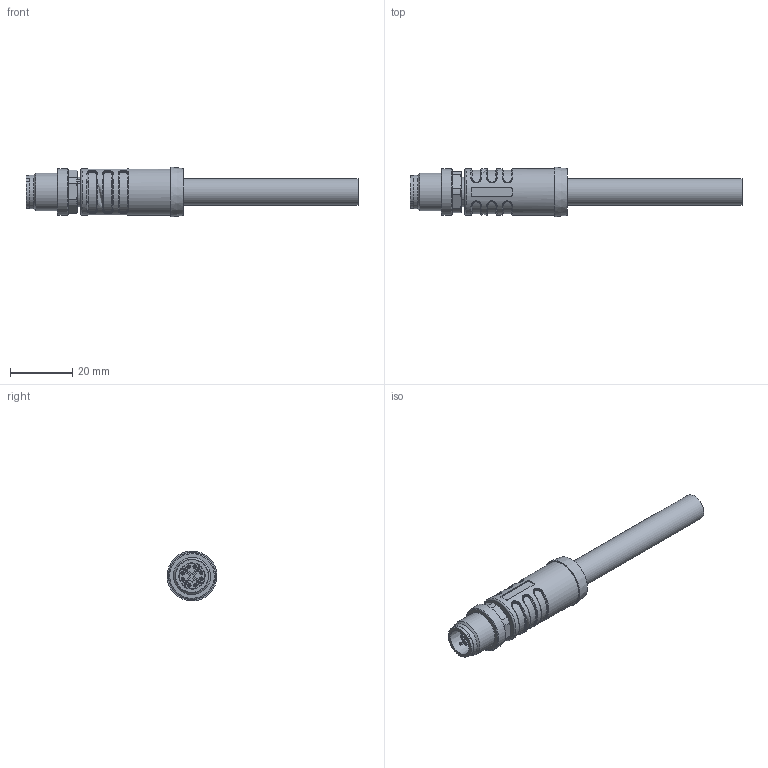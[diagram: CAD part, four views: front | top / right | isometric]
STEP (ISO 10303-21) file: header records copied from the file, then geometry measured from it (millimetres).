
FILE_DESCRIPTION(/* description */ (''),/* implementation_level */ '2;1');
FILE_NAME(/* name */ '5023354__Umspritzung_part_239672_stp.stp',/* time_stamp */ '2018-01-09T13:31:11+01:00',/* author */ (''),/* organization */ (''),/* preprocessor_version */ 'ST-DEVELOPER v16',/* originating_system */ 'SIEMENS PLM Software NX 10.0',/* authorisation */ '');
FILE_SCHEMA (('AUTOMOTIVE_DESIGN { 1 0 10303 214 3 1 1 1 }'));
Length unit declared in the file: millimetre
Products named in the file (1): 5023354__Umspritzung_part_239672_stp
Bounding box: 106.5 x 15.99 x 15.99 mm (x, y, z)
Volume: 10743.8 mm3; surface area: 4883.1 mm2
Topology: 1 solids, 1 shells, 244 faces, 613 edges, 394 vertices
Faces by surface type: plane 92, cylinder 59, bspline 32, cone 28, torus 25, sphere 8
Full cylindrical faces by diameter (mm): 0.6 x8, 8.6 x1, 10.8 x1, 12 x1, 15 x2
Entity records: 8292 total; most frequent: CARTESIAN_POINT 2961, ORIENTED_EDGE 1082, DIRECTION 1082, EDGE_CURVE 541, AXIS2_PLACEMENT_3D 448, VERTEX_POINT 359, EDGE_LOOP 304, ADVANCED_FACE 244
